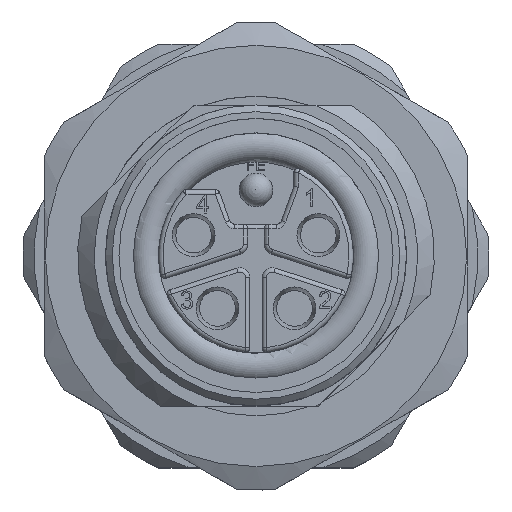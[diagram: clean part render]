
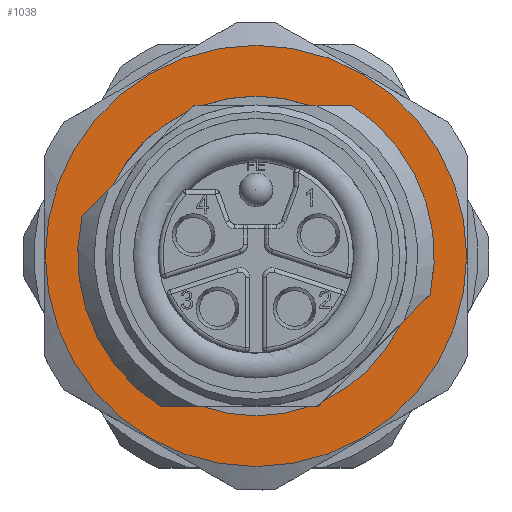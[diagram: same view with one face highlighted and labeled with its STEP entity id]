
A CAD part, top view. The second image highlights one B-rep face of the part: STEP entity #1038.
In plain terms, the highlighted planar face has unit normal (0, 0, 1).
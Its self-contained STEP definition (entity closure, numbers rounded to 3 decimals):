
#116=PLANE('',#4497);
#438=LINE('',#6224,#687);
#443=LINE('',#6244,#692);
#451=LINE('',#6267,#700);
#455=LINE('',#6284,#704);
#462=LINE('',#6306,#711);
#467=LINE('',#6326,#716);
#473=LINE('',#6342,#722);
#477=LINE('',#6359,#726);
#687=VECTOR('',#4955,1.);
#692=VECTOR('',#4960,1.);
#700=VECTOR('',#4970,1.);
#704=VECTOR('',#4974,1.);
#711=VECTOR('',#4983,1.);
#716=VECTOR('',#4988,1.);
#722=VECTOR('',#4996,1.);
#726=VECTOR('',#5000,1.);
#1038=ADVANCED_FACE('',(#1507,#1508),#116,.T.);
#1507=FACE_BOUND('',#1639,.T.);
#1508=FACE_BOUND('',#1640,.T.);
#1639=EDGE_LOOP('',(#2054));
#1640=EDGE_LOOP('',(#2055,#2056,#2057,#2058,#2059,#2060,#2061,#2062,#2063,
#2064,#2065,#2066,#2067,#2068));
#2054=ORIENTED_EDGE('',*,*,#3712,.F.);
#2055=ORIENTED_EDGE('',*,*,#3713,.F.);
#2056=ORIENTED_EDGE('',*,*,#3662,.T.);
#2057=ORIENTED_EDGE('',*,*,#3671,.T.);
#2058=ORIENTED_EDGE('',*,*,#3714,.F.);
#2059=ORIENTED_EDGE('',*,*,#3677,.T.);
#2060=ORIENTED_EDGE('',*,*,#3715,.T.);
#2061=ORIENTED_EDGE('',*,*,#3699,.F.);
#2062=ORIENTED_EDGE('',*,*,#3716,.F.);
#2063=ORIENTED_EDGE('',*,*,#3705,.F.);
#2064=ORIENTED_EDGE('',*,*,#3685,.F.);
#2065=ORIENTED_EDGE('',*,*,#3717,.F.);
#2066=ORIENTED_EDGE('',*,*,#3692,.F.);
#2067=ORIENTED_EDGE('',*,*,#3718,.T.);
#2068=ORIENTED_EDGE('',*,*,#3655,.T.);
#3235=VERTEX_POINT('',#6223);
#3236=VERTEX_POINT('',#6225);
#3242=VERTEX_POINT('',#6243);
#3243=VERTEX_POINT('',#6245);
#3249=VERTEX_POINT('',#6266);
#3254=VERTEX_POINT('',#6283);
#3255=VERTEX_POINT('',#6285);
#3261=VERTEX_POINT('',#6305);
#3262=VERTEX_POINT('',#6307);
#3268=VERTEX_POINT('',#6325);
#3269=VERTEX_POINT('',#6327);
#3273=VERTEX_POINT('',#6341);
#3274=VERTEX_POINT('',#6343);
#3279=VERTEX_POINT('',#6360);
#3283=VERTEX_POINT('',#6375);
#3655=EDGE_CURVE('',#3236,#3235,#438,.T.);
#3662=EDGE_CURVE('',#3243,#3242,#443,.T.);
#3671=EDGE_CURVE('',#3242,#3249,#451,.T.);
#3677=EDGE_CURVE('',#3255,#3254,#455,.T.);
#3685=EDGE_CURVE('',#3261,#3262,#462,.T.);
#3692=EDGE_CURVE('',#3268,#3269,#467,.T.);
#3699=EDGE_CURVE('',#3273,#3274,#473,.T.);
#3705=EDGE_CURVE('',#3262,#3279,#477,.T.);
#3712=EDGE_CURVE('',#3283,#3283,#4271,.T.);
#3713=EDGE_CURVE('',#3243,#3235,#4272,.T.);
#3714=EDGE_CURVE('',#3255,#3249,#4273,.T.);
#3715=EDGE_CURVE('',#3254,#3274,#4274,.T.);
#3716=EDGE_CURVE('',#3279,#3273,#4275,.T.);
#3717=EDGE_CURVE('',#3269,#3261,#4276,.T.);
#3718=EDGE_CURVE('',#3268,#3236,#4277,.T.);
#4271=CIRCLE('',#4490,9.45);
#4272=CIRCLE('',#4491,7.172);
#4273=CIRCLE('',#4492,7.172);
#4274=CIRCLE('',#4493,8.);
#4275=CIRCLE('',#4494,7.172);
#4276=CIRCLE('',#4495,7.172);
#4277=CIRCLE('',#4496,8.);
#4490=AXIS2_PLACEMENT_3D('',#6374,#5019,#5020);
#4491=AXIS2_PLACEMENT_3D('',#6376,#5021,#5022);
#4492=AXIS2_PLACEMENT_3D('',#6377,#5023,#5024);
#4493=AXIS2_PLACEMENT_3D('',#6378,#5025,#5026);
#4494=AXIS2_PLACEMENT_3D('',#6379,#5027,#5028);
#4495=AXIS2_PLACEMENT_3D('',#6380,#5029,#5030);
#4496=AXIS2_PLACEMENT_3D('',#6381,#5031,#5032);
#4497=AXIS2_PLACEMENT_3D('',#6382,#5033,#5034);
#4955=DIRECTION('',(-0.707,-0.707,0.));
#4960=DIRECTION('',(-0.707,-0.707,0.));
#4970=DIRECTION('',(-1.,0.,0.));
#4974=DIRECTION('',(-1.,0.,0.));
#4983=DIRECTION('',(-1.,0.,0.));
#4988=DIRECTION('',(-1.,0.,0.));
#4996=DIRECTION('',(-0.707,-0.707,0.));
#5000=DIRECTION('',(-0.707,-0.707,0.));
#5019=DIRECTION('',(0.,0.,-1.));
#5020=DIRECTION('',(-1.,0.,0.));
#5021=DIRECTION('',(0.,0.,1.));
#5022=DIRECTION('',(1.,0.,0.));
#5023=DIRECTION('',(0.,0.,1.));
#5024=DIRECTION('',(1.,0.,0.));
#5025=DIRECTION('',(0.,0.,-1.));
#5026=DIRECTION('',(1.,0.,0.));
#5027=DIRECTION('',(0.,0.,1.));
#5028=DIRECTION('',(1.,0.,0.));
#5029=DIRECTION('',(0.,0.,1.));
#5030=DIRECTION('',(1.,0.,0.));
#5031=DIRECTION('',(0.,0.,-1.));
#5032=DIRECTION('',(1.,0.,0.));
#5033=DIRECTION('',(0.,0.,1.));
#5034=DIRECTION('',(1.,0.,0.));
#6223=CARTESIAN_POINT('',(6.487,-3.059,2.8));
#6224=CARTESIAN_POINT('',(4.773,-4.773,2.8));
#6225=CARTESIAN_POINT('',(7.809,-1.737,2.8));
#6243=CARTESIAN_POINT('',(2.796,-6.75,2.8));
#6244=CARTESIAN_POINT('',(4.773,-4.773,2.8));
#6245=CARTESIAN_POINT('',(3.059,-6.487,2.8));
#6266=CARTESIAN_POINT('',(2.424,-6.75,2.8));
#6267=CARTESIAN_POINT('',(0.,-6.75,2.8));
#6283=CARTESIAN_POINT('',(-4.294,-6.75,2.8));
#6284=CARTESIAN_POINT('',(0.,-6.75,2.8));
#6285=CARTESIAN_POINT('',(-2.424,-6.75,2.8));
#6305=CARTESIAN_POINT('',(-2.424,6.75,2.8));
#6306=CARTESIAN_POINT('',(0.,6.75,2.8));
#6307=CARTESIAN_POINT('',(-2.796,6.75,2.8));
#6325=CARTESIAN_POINT('',(4.294,6.75,2.8));
#6326=CARTESIAN_POINT('',(0.,6.75,2.8));
#6327=CARTESIAN_POINT('',(2.424,6.75,2.8));
#6341=CARTESIAN_POINT('',(-6.487,3.059,2.8));
#6342=CARTESIAN_POINT('',(-4.773,4.773,2.8));
#6343=CARTESIAN_POINT('',(-7.809,1.737,2.8));
#6359=CARTESIAN_POINT('',(-4.773,4.773,2.8));
#6360=CARTESIAN_POINT('',(-3.059,6.487,2.8));
#6374=CARTESIAN_POINT('',(0.,0.,2.8));
#6375=CARTESIAN_POINT('',(-9.45,0.,2.8));
#6376=CARTESIAN_POINT('',(0.,0.,2.8));
#6377=CARTESIAN_POINT('',(0.,0.,2.8));
#6378=CARTESIAN_POINT('',(0.,0.,2.8));
#6379=CARTESIAN_POINT('',(0.,0.,2.8));
#6380=CARTESIAN_POINT('',(0.,0.,2.8));
#6381=CARTESIAN_POINT('',(0.,0.,2.8));
#6382=CARTESIAN_POINT('',(0.,0.,2.8));
